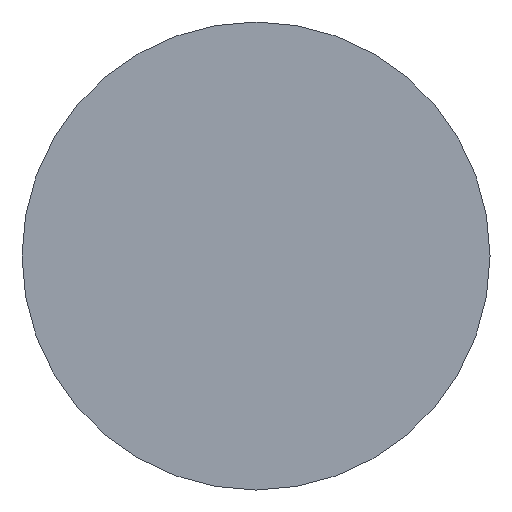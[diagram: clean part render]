
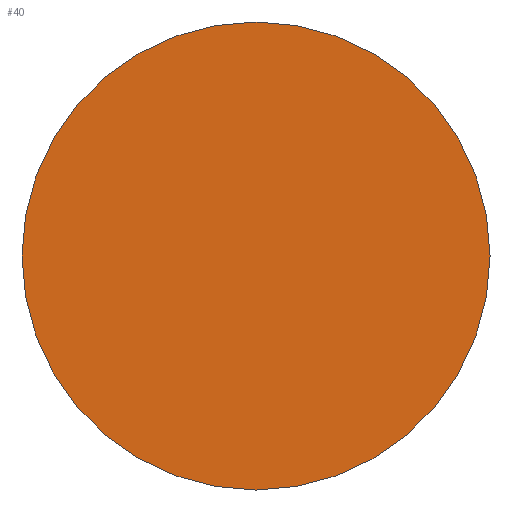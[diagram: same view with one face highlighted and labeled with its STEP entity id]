
A CAD part, front view. The second image highlights one B-rep face of the part: STEP entity #40.
In plain terms, the highlighted planar face has unit normal (0, -1, 0).
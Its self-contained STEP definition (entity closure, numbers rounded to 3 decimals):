
#15=PLANE('',#47);
#18=FACE_OUTER_BOUND('',#21,.T.);
#21=EDGE_LOOP('',(#36));
#26=CIRCLE('',#46,0.5);
#28=VERTEX_POINT('',#66);
#31=EDGE_CURVE('',#28,#28,#26,.F.);
#36=ORIENTED_EDGE('',*,*,#31,.T.);
#40=ADVANCED_FACE('',(#18),#15,.T.);
#46=AXIS2_PLACEMENT_3D('',#68,#56,#57);
#47=AXIS2_PLACEMENT_3D('',#69,#58,#59);
#56=DIRECTION('center_axis',(0.,1.,0.));
#57=DIRECTION('ref_axis',(1.,0.,0.));
#58=DIRECTION('center_axis',(0.,-1.,0.));
#59=DIRECTION('ref_axis',(-1.,0.,0.));
#66=CARTESIAN_POINT('',(-4.927,5.569,2.132));
#68=CARTESIAN_POINT('Origin',(-4.427,5.569,2.132));
#69=CARTESIAN_POINT('Origin',(-4.427,5.569,2.132));
